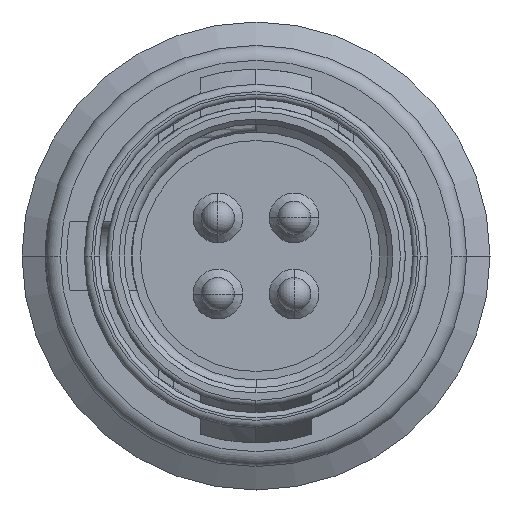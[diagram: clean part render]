
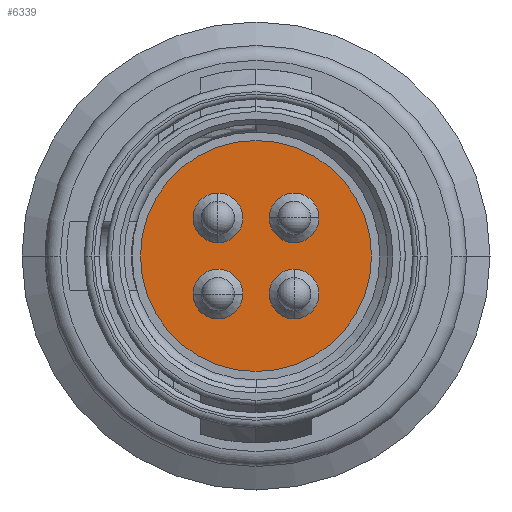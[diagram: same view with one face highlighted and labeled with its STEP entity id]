
A CAD part, left-side view. The second image highlights one B-rep face of the part: STEP entity #6339.
In plain terms, the highlighted face is planar.
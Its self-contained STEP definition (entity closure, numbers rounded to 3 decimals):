
#2013 = CARTESIAN_POINT ( 'NONE',  ( 0., 2.01, 0. ) ) ;
#6339 = ADVANCED_FACE ( 'NONE', ( #29930 ), #11608, .F. ) ;
#7091 = EDGE_LOOP ( 'NONE', ( #14989, #18072 ) ) ;
#7684 = EDGE_CURVE ( 'NONE', #9469, #17494, #34196, .T. ) ;
#7962 = CARTESIAN_POINT ( 'NONE',  ( 0., 2.01, -2.32 ) ) ;
#9200 = DIRECTION ( 'NONE',  ( 0., 0., 1. ) ) ;
#9469 = VERTEX_POINT ( 'NONE', #20505 ) ;
#9802 = CIRCLE ( 'NONE', #22939, 2.32 ) ;
#10755 = CARTESIAN_POINT ( 'NONE',  ( 0., 2.01, 0. ) ) ;
#11608 = PLANE ( 'NONE',  #19353 ) ;
#13478 = DIRECTION ( 'NONE',  ( 0., 0., -1. ) ) ;
#14314 = DIRECTION ( 'NONE',  ( 0., 1., 0. ) ) ;
#14989 = ORIENTED_EDGE ( 'NONE', *, *, #28258, .T. ) ;
#17494 = VERTEX_POINT ( 'NONE', #7962 ) ;
#18072 = ORIENTED_EDGE ( 'NONE', *, *, #7684, .T. ) ;
#19353 = AXIS2_PLACEMENT_3D ( 'NONE', #25461, #14314, #9200 ) ;
#20505 = CARTESIAN_POINT ( 'NONE',  ( 0., 2.01, 2.32 ) ) ;
#20755 = DIRECTION ( 'NONE',  ( 0., 0., -1. ) ) ;
#21009 = AXIS2_PLACEMENT_3D ( 'NONE', #10755, #29717, #13478 ) ;
#22939 = AXIS2_PLACEMENT_3D ( 'NONE', #2013, #26690, #20755 ) ;
#25461 = CARTESIAN_POINT ( 'NONE',  ( 0., 2.01, 0. ) ) ;
#26690 = DIRECTION ( 'NONE',  ( 0., -1., 0. ) ) ;
#28258 = EDGE_CURVE ( 'NONE', #17494, #9469, #9802, .T. ) ;
#29717 = DIRECTION ( 'NONE',  ( 0., -1., 0. ) ) ;
#29930 = FACE_OUTER_BOUND ( 'NONE', #7091, .T. ) ;
#34196 = CIRCLE ( 'NONE', #21009, 2.32 ) ;
